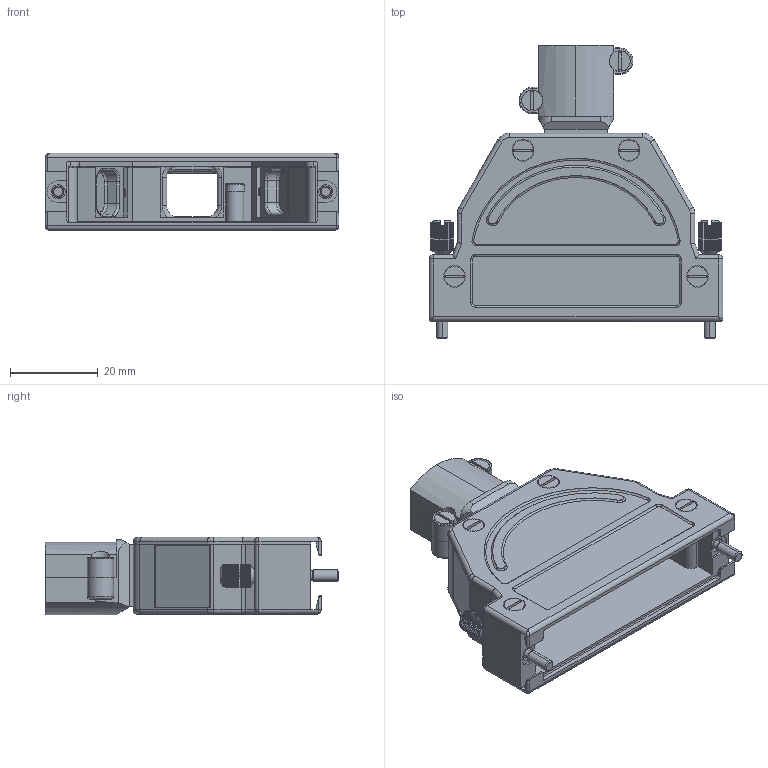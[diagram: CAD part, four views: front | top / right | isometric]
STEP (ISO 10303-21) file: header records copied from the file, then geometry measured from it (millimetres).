
FILE_DESCRIPTION (( 'STEP AP214' ), '1' );
FILE_NAME ('211-HSG-D50-SR.STEP', '2019-04-03T14:06:21', ( '' ), ( '' ), 'SwSTEP 2.0', 'SolidWorks 2014', '' );
FILE_SCHEMA (( 'AUTOMOTIVE_DESIGN' ));
Length unit declared in the file: millimetre
Products named in the file (11): 9211-HSG-09-SCREW; 211-SR50-XL-V2; ISO 2009 - M2.5 x 10 --- 10N_ISO 2009 - M2.5 x 10 --- 10N; 9211-SR50-XL-V2-01; 9211-SR50-XL-V2-02; Senkschraube ISO 2009_ISO 2009 - M2.5 x 6 --- 6N; Zylinderschraube ISO 1207_ISO 1207 - M2.5 x 4 --- 4N; 9211-HSG-D50-SR-3_9211-HSG-D50-SR-3-NI; 9211-HSG-D50-SR-2_9211-HSG-D50-SR-2-NI; 9211-HSG-D50-SR-1_9211-HSG-D50-SR-1-NI; 211-HSG-D50-SR
Assembly tree (16 placements, depth 3):
  211-HSG-D50-SR
    9211-HSG-D50-SR-1_9211-HSG-D50-SR-1-NI
    9211-HSG-D50-SR-2_9211-HSG-D50-SR-2-NI
    9211-HSG-D50-SR-3_9211-HSG-D50-SR-3-NI  x2
    Zylinderschraube ISO 1207_ISO 1207 - M2.5 x 4 --- 4N
    Senkschraube ISO 2009_ISO 2009 - M2.5 x 6 --- 6N  x4
    211-SR50-XL-V2
      9211-SR50-XL-V2-02
      9211-SR50-XL-V2-01
      ISO 2009 - M2.5 x 10 --- 10N_ISO 2009 - M2.5 x 10 --- 10N  x2
    9211-HSG-09-SCREW  x2
Bounding box: 67.1 x 67 x 17.75 mm (x, y, z)
Volume: 16285.1 mm3; surface area: 21425.8 mm2
Topology: 15 solids, 15 shells, 1084 faces, 2867 edges, 1827 vertices
Faces by surface type: plane 581, cylinder 322, bspline 75, torus 54, cone 52
Entity records: 30782 total; most frequent: CARTESIAN_POINT 8651, ORIENTED_EDGE 4274, DIRECTION 3999, EDGE_CURVE 2137, VECTOR 1371, LINE 1371, VERTEX_POINT 1361, AXIS2_PLACEMENT_3D 1314
